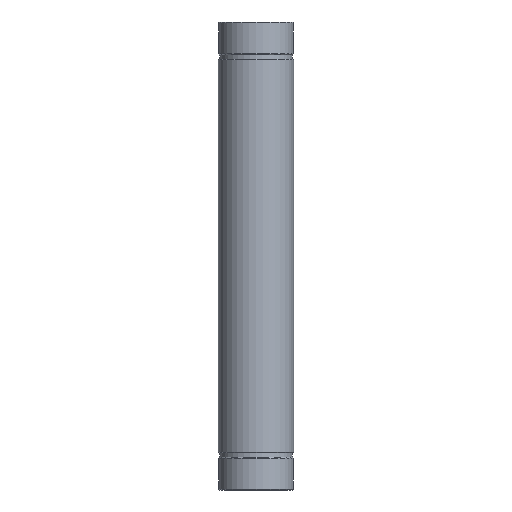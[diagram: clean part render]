
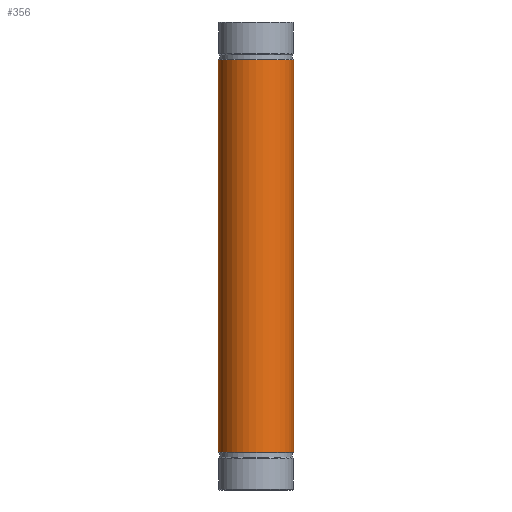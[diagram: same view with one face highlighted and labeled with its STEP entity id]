
A CAD part, front view. The second image highlights one B-rep face of the part: STEP entity #356.
In plain terms, the highlighted cylindrical face has radius 24.15 mm (diameter 48.3 mm), a partial arc.
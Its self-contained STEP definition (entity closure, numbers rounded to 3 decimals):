
#60 = DIRECTION ( 'NONE',  ( 1., 0., 0. ) ) ;
#97 = CARTESIAN_POINT ( 'NONE',  ( 0., 0., 201.273 ) ) ;
#101 = DIRECTION ( 'NONE',  ( 0., 0., 1. ) ) ;
#107 = FACE_OUTER_BOUND ( 'NONE', #347, .T. ) ;
#108 = CYLINDRICAL_SURFACE ( 'NONE', #109, 24.15 ) ;
#109 = AXIS2_PLACEMENT_3D ( 'NONE', #97, #101, #60 ) ;
#186 = VERTEX_POINT ( 'NONE', #567 ) ;
#200 = VERTEX_POINT ( 'NONE', #603 ) ;
#204 = EDGE_CURVE ( 'NONE', #226, #200, #642, .T. ) ;
#216 = EDGE_CURVE ( 'NONE', #186, #218, #608, .T. ) ;
#218 = VERTEX_POINT ( 'NONE', #694 ) ;
#226 = VERTEX_POINT ( 'NONE', #660 ) ;
#314 = EDGE_CURVE ( 'NONE', #218, #200, #891, .T. ) ;
#322 = ORIENTED_EDGE ( 'NONE', *, *, #337, .T. ) ;
#323 = ORIENTED_EDGE ( 'NONE', *, *, #204, .T. ) ;
#337 = EDGE_CURVE ( 'NONE', #186, #226, #949, .T. ) ;
#347 = EDGE_LOOP ( 'NONE', ( #348, #322, #323, #359 ) ) ;
#348 = ORIENTED_EDGE ( 'NONE', *, *, #216, .F. ) ;
#356 = ADVANCED_FACE ( 'NONE', ( #107 ), #108, .T. ) ;
#359 = ORIENTED_EDGE ( 'NONE', *, *, #314, .F. ) ;
#567 = CARTESIAN_POINT ( 'NONE',  ( -24.15, 0., 0.2 ) ) ;
#603 = CARTESIAN_POINT ( 'NONE',  ( 24.15, 0., 251.8 ) ) ;
#605 = DIRECTION ( 'NONE',  ( 0., 0., 1. ) ) ;
#606 = VECTOR ( 'NONE', #605, 1000. ) ;
#607 = CARTESIAN_POINT ( 'NONE',  ( -24.15, 0., 201.273 ) ) ;
#608 = LINE ( 'NONE', #607, #606 ) ;
#640 = DIRECTION ( 'NONE',  ( 0., 0., 1. ) ) ;
#641 = CARTESIAN_POINT ( 'NONE',  ( 24.15, 0., 201.273 ) ) ;
#642 = LINE ( 'NONE', #641, #680 ) ;
#660 = CARTESIAN_POINT ( 'NONE',  ( 24.15, 0., 0.2 ) ) ;
#680 = VECTOR ( 'NONE', #640, 1000. ) ;
#694 = CARTESIAN_POINT ( 'NONE',  ( -24.15, 0., 251.8 ) ) ;
#874 = DIRECTION ( 'NONE',  ( 1., 0., 0. ) ) ;
#875 = CARTESIAN_POINT ( 'NONE',  ( 0., 0., 251.8 ) ) ;
#876 = AXIS2_PLACEMENT_3D ( 'NONE', #875, #889, #874 ) ;
#889 = DIRECTION ( 'NONE',  ( 0., 0., 1. ) ) ;
#891 = CIRCLE ( 'NONE', #876, 24.15 ) ;
#928 = DIRECTION ( 'NONE',  ( 1., 0., 0. ) ) ;
#929 = DIRECTION ( 'NONE',  ( 0., 0., 1. ) ) ;
#930 = CARTESIAN_POINT ( 'NONE',  ( 0., 0., 0.2 ) ) ;
#948 = AXIS2_PLACEMENT_3D ( 'NONE', #930, #929, #928 ) ;
#949 = CIRCLE ( 'NONE', #948, 24.15 ) ;
